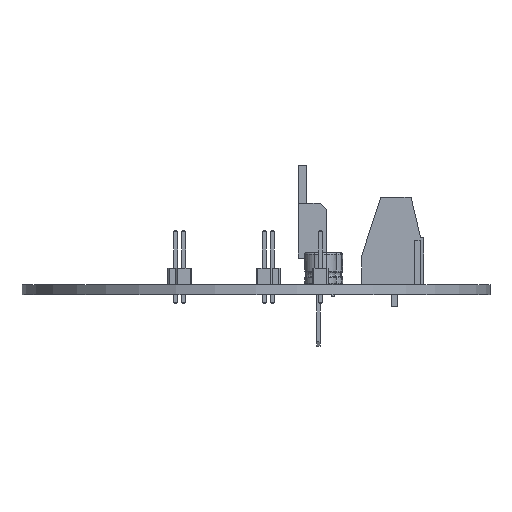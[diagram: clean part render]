
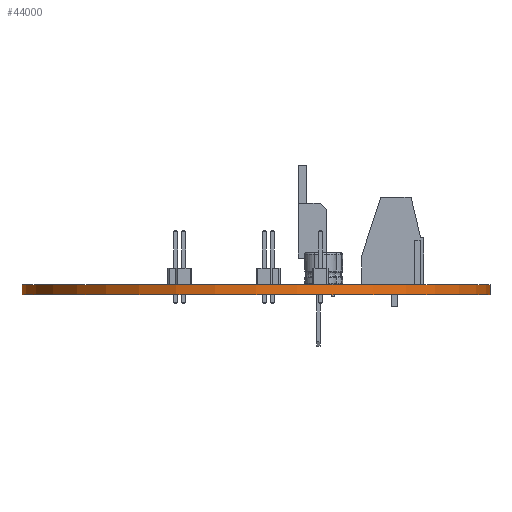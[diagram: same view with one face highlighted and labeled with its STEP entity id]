
A CAD part, front view. The second image highlights one B-rep face of the part: STEP entity #44000.
In plain terms, the highlighted cylindrical face has radius 37 mm (diameter 74 mm), a full revolution.
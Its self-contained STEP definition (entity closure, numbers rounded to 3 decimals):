
#44000 = ADVANCED_FACE('',(#44001),#44015,.T.);
#44001 = FACE_BOUND('',#44002,.F.);
#44002 = EDGE_LOOP('',(#44003,#44033,#44060,#44061));
#44003 = ORIENTED_EDGE('',*,*,#44004,.T.);
#44004 = EDGE_CURVE('',#44005,#44007,#44009,.T.);
#44005 = VERTEX_POINT('',#44006);
#44006 = CARTESIAN_POINT('',(37.,0.,0.));
#44007 = VERTEX_POINT('',#44008);
#44008 = CARTESIAN_POINT('',(37.,0.,1.6));
#44009 = SEAM_CURVE('',#44010,(#44014,#44026),.PCURVE_S1.);
#44010 = LINE('',#44011,#44012);
#44011 = CARTESIAN_POINT('',(37.,0.,0.));
#44012 = VECTOR('',#44013,1.);
#44013 = DIRECTION('',(0.,0.,1.));
#44014 = PCURVE('',#44015,#44020);
#44015 = CYLINDRICAL_SURFACE('',#44016,37.);
#44016 = AXIS2_PLACEMENT_3D('',#44017,#44018,#44019);
#44017 = CARTESIAN_POINT('',(0.,-0.,0.));
#44018 = DIRECTION('',(-0.,-0.,-1.));
#44019 = DIRECTION('',(1.,0.,-0.));
#44020 = DEFINITIONAL_REPRESENTATION('',(#44021),#44025);
#44021 = LINE('',#44022,#44023);
#44022 = CARTESIAN_POINT('',(-0.,0.));
#44023 = VECTOR('',#44024,1.);
#44024 = DIRECTION('',(-0.,-1.));
#44025 = ( GEOMETRIC_REPRESENTATION_CONTEXT(2) 
PARAMETRIC_REPRESENTATION_CONTEXT() REPRESENTATION_CONTEXT('2D SPACE',''
  ) );
#44026 = PCURVE('',#44015,#44027);
#44027 = DEFINITIONAL_REPRESENTATION('',(#44028),#44032);
#44028 = LINE('',#44029,#44030);
#44029 = CARTESIAN_POINT('',(-6.283,0.));
#44030 = VECTOR('',#44031,1.);
#44031 = DIRECTION('',(-0.,-1.));
#44032 = ( GEOMETRIC_REPRESENTATION_CONTEXT(2) 
PARAMETRIC_REPRESENTATION_CONTEXT() REPRESENTATION_CONTEXT('2D SPACE',''
  ) );
#44033 = ORIENTED_EDGE('',*,*,#44034,.T.);
#44034 = EDGE_CURVE('',#44007,#44007,#44035,.T.);
#44035 = SURFACE_CURVE('',#44036,(#44041,#44048),.PCURVE_S1.);
#44036 = CIRCLE('',#44037,37.);
#44037 = AXIS2_PLACEMENT_3D('',#44038,#44039,#44040);
#44038 = CARTESIAN_POINT('',(0.,0.,1.6));
#44039 = DIRECTION('',(0.,0.,1.));
#44040 = DIRECTION('',(1.,0.,-0.));
#44041 = PCURVE('',#44015,#44042);
#44042 = DEFINITIONAL_REPRESENTATION('',(#44043),#44047);
#44043 = LINE('',#44044,#44045);
#44044 = CARTESIAN_POINT('',(-0.,-1.6));
#44045 = VECTOR('',#44046,1.);
#44046 = DIRECTION('',(-1.,0.));
#44047 = ( GEOMETRIC_REPRESENTATION_CONTEXT(2) 
PARAMETRIC_REPRESENTATION_CONTEXT() REPRESENTATION_CONTEXT('2D SPACE',''
  ) );
#44048 = PCURVE('',#44049,#44054);
#44049 = PLANE('',#44050);
#44050 = AXIS2_PLACEMENT_3D('',#44051,#44052,#44053);
#44051 = CARTESIAN_POINT('',(0.,0.,1.6)
  );
#44052 = DIRECTION('',(0.,0.,1.));
#44053 = DIRECTION('',(1.,0.,-0.));
#44054 = DEFINITIONAL_REPRESENTATION('',(#44055),#44059);
#44055 = CIRCLE('',#44056,37.);
#44056 = AXIS2_PLACEMENT_2D('',#44057,#44058);
#44057 = CARTESIAN_POINT('',(0.,0.));
#44058 = DIRECTION('',(1.,0.));
#44059 = ( GEOMETRIC_REPRESENTATION_CONTEXT(2) 
PARAMETRIC_REPRESENTATION_CONTEXT() REPRESENTATION_CONTEXT('2D SPACE',''
  ) );
#44060 = ORIENTED_EDGE('',*,*,#44004,.F.);
#44061 = ORIENTED_EDGE('',*,*,#44062,.F.);
#44062 = EDGE_CURVE('',#44005,#44005,#44063,.T.);
#44063 = SURFACE_CURVE('',#44064,(#44069,#44076),.PCURVE_S1.);
#44064 = CIRCLE('',#44065,37.);
#44065 = AXIS2_PLACEMENT_3D('',#44066,#44067,#44068);
#44066 = CARTESIAN_POINT('',(0.,-0.,0.));
#44067 = DIRECTION('',(0.,0.,1.));
#44068 = DIRECTION('',(1.,0.,-0.));
#44069 = PCURVE('',#44015,#44070);
#44070 = DEFINITIONAL_REPRESENTATION('',(#44071),#44075);
#44071 = LINE('',#44072,#44073);
#44072 = CARTESIAN_POINT('',(-0.,0.));
#44073 = VECTOR('',#44074,1.);
#44074 = DIRECTION('',(-1.,0.));
#44075 = ( GEOMETRIC_REPRESENTATION_CONTEXT(2) 
PARAMETRIC_REPRESENTATION_CONTEXT() REPRESENTATION_CONTEXT('2D SPACE',''
  ) );
#44076 = PCURVE('',#44077,#44082);
#44077 = PLANE('',#44078);
#44078 = AXIS2_PLACEMENT_3D('',#44079,#44080,#44081);
#44079 = CARTESIAN_POINT('',(0.,0.,0.)
  );
#44080 = DIRECTION('',(0.,0.,1.));
#44081 = DIRECTION('',(1.,0.,-0.));
#44082 = DEFINITIONAL_REPRESENTATION('',(#44083),#44087);
#44083 = CIRCLE('',#44084,37.);
#44084 = AXIS2_PLACEMENT_2D('',#44085,#44086);
#44085 = CARTESIAN_POINT('',(0.,0.));
#44086 = DIRECTION('',(1.,0.));
#44087 = ( GEOMETRIC_REPRESENTATION_CONTEXT(2) 
PARAMETRIC_REPRESENTATION_CONTEXT() REPRESENTATION_CONTEXT('2D SPACE',''
  ) );
